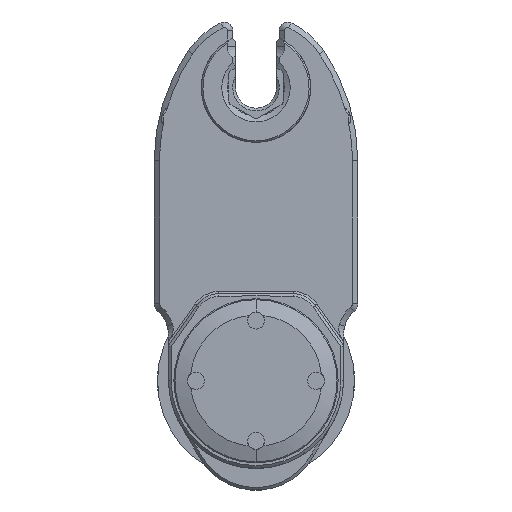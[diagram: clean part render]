
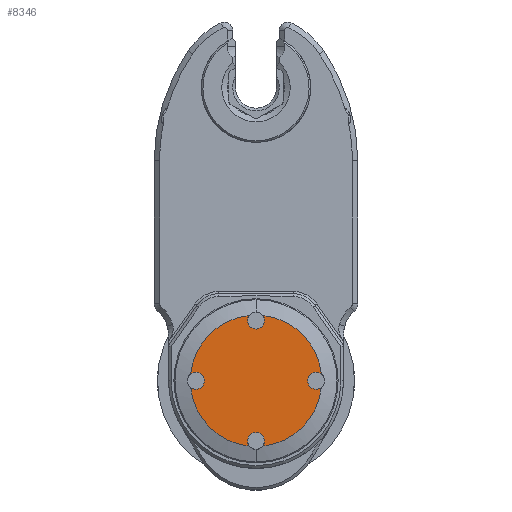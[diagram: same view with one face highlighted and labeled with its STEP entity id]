
A CAD part, front view. The second image highlights one B-rep face of the part: STEP entity #8346.
In plain terms, the highlighted planar face has unit normal (0, -1, 0).
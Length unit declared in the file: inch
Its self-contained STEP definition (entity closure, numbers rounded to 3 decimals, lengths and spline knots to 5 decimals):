
#3029=CARTESIAN_POINT('',(0.,-0.34252,-1.67512));
#3030=DIRECTION('',(0.,-1.,0.));
#3031=DIRECTION('',(1.,0.,0.));
#3032=AXIS2_PLACEMENT_3D('',#3029,#3030,#3031);
#3034=CARTESIAN_POINT('',(0.,-0.34252,-2.10819));
#3035=DIRECTION('',(0.,1.,0.));
#3036=DIRECTION('',(0.103,0.,0.995));
#3037=AXIS2_PLACEMENT_3D('',#3034,#3035,#3036);
#3039=CARTESIAN_POINT('',(0.43307,-0.34252,
-2.10819));
#3040=DIRECTION('',(0.,-1.,0.));
#3041=DIRECTION('',(0.604,0.,0.797));
#3042=AXIS2_PLACEMENT_3D('',#3039,#3040,#3041);
#3044=CARTESIAN_POINT('',(0.43307,-0.34252,
-2.10819));
#3045=DIRECTION('',(0.,-1.,0.));
#3046=DIRECTION('',(0.,0.,1.));
#3047=AXIS2_PLACEMENT_3D('',#3044,#3045,#3046);
#3049=CARTESIAN_POINT('',(0.43307,-0.34252,
-2.10819));
#3050=DIRECTION('',(0.,-1.,0.));
#3051=DIRECTION('',(0.,0.,-1.));
#3052=AXIS2_PLACEMENT_3D('',#3049,#3050,#3051);
#3054=CARTESIAN_POINT('',(0.,-0.34252,-2.10819));
#3055=DIRECTION('',(0.,1.,0.));
#3056=DIRECTION('',(0.995,0.,-0.103));
#3057=AXIS2_PLACEMENT_3D('',#3054,#3055,#3056);
#3059=CARTESIAN_POINT('',(0.,-0.34252,-2.54126));
#3060=DIRECTION('',(0.,-1.,0.));
#3061=DIRECTION('',(0.797,0.,-0.604));
#3062=AXIS2_PLACEMENT_3D('',#3059,#3060,#3061);
#3064=CARTESIAN_POINT('',(0.,-0.34252,-2.54126));
#3065=DIRECTION('',(0.,-1.,0.));
#3066=DIRECTION('',(1.,0.,0.));
#3067=AXIS2_PLACEMENT_3D('',#3064,#3065,#3066);
#3069=CARTESIAN_POINT('',(0.,-0.34252,-2.54126));
#3070=DIRECTION('',(0.,-1.,0.));
#3071=DIRECTION('',(-1.,0.,0.));
#3072=AXIS2_PLACEMENT_3D('',#3069,#3070,#3071);
#3074=CARTESIAN_POINT('',(0.,-0.34252,-2.10819));
#3075=DIRECTION('',(0.,-1.,0.));
#3076=DIRECTION('',(-0.995,0.,-0.103));
#3077=AXIS2_PLACEMENT_3D('',#3074,#3075,#3076);
#3079=CARTESIAN_POINT('',(-0.43307,-0.34252,
-2.10819));
#3080=DIRECTION('',(0.,-1.,0.));
#3081=DIRECTION('',(-0.604,0.,-0.797));
#3082=AXIS2_PLACEMENT_3D('',#3079,#3080,#3081);
#3084=CARTESIAN_POINT('',(-0.43307,-0.34252,
-2.10819));
#3085=DIRECTION('',(0.,-1.,0.));
#3086=DIRECTION('',(0.,0.,-1.));
#3087=AXIS2_PLACEMENT_3D('',#3084,#3085,#3086);
#3089=CARTESIAN_POINT('',(-0.43307,-0.34252,
-2.10819));
#3090=DIRECTION('',(0.,-1.,0.));
#3091=DIRECTION('',(0.,0.,1.));
#3092=AXIS2_PLACEMENT_3D('',#3089,#3090,#3091);
#3094=CARTESIAN_POINT('',(0.,-0.34252,-2.10819));
#3095=DIRECTION('',(0.,-1.,0.));
#3096=DIRECTION('',(-0.103,0.,0.995));
#3097=AXIS2_PLACEMENT_3D('',#3094,#3095,#3096);
#3099=CARTESIAN_POINT('',(0.,-0.34252,-1.67512));
#3100=DIRECTION('',(0.,-1.,0.));
#3101=DIRECTION('',(-0.797,0.,0.604));
#3102=AXIS2_PLACEMENT_3D('',#3099,#3100,#3101);
#3104=CARTESIAN_POINT('',(0.,-0.34252,-1.67512));
#3105=DIRECTION('',(0.,-1.,0.));
#3106=DIRECTION('',(-1.,0.,0.));
#3107=AXIS2_PLACEMENT_3D('',#3104,#3105,#3106);
#5981=CARTESIAN_POINT('',(0.43307,-0.34252,
-2.16921));
#5982=CARTESIAN_POINT('',(0.46993,-0.34252,
-2.15682));
#5983=VERTEX_POINT('',#5981);
#5984=VERTEX_POINT('',#5982);
#5985=CARTESIAN_POINT('',(0.46993,-0.34252,
-2.05956));
#5986=CARTESIAN_POINT('',(0.43307,-0.34252,
-2.04717));
#5987=VERTEX_POINT('',#5985);
#5988=VERTEX_POINT('',#5986);
#5989=CARTESIAN_POINT('',(-0.43307,-0.34252,
-2.16921));
#5990=CARTESIAN_POINT('',(-0.43307,-0.34252,
-2.04717));
#5991=VERTEX_POINT('',#5989);
#5992=VERTEX_POINT('',#5990);
#5993=CARTESIAN_POINT('',(-0.46993,-0.34252,
-2.05956));
#5994=VERTEX_POINT('',#5993);
#5995=CARTESIAN_POINT('',(-0.46993,-0.34252,
-2.15682));
#5996=VERTEX_POINT('',#5995);
#6009=CARTESIAN_POINT('',(0.06102,-0.34252,
-1.67512));
#6010=CARTESIAN_POINT('',(0.04863,-0.34252,
-1.63826));
#6011=VERTEX_POINT('',#6009);
#6012=VERTEX_POINT('',#6010);
#6013=CARTESIAN_POINT('',(-0.04863,-0.34252,
-1.63826));
#6014=CARTESIAN_POINT('',(-0.06102,-0.34252,
-1.67512));
#6015=VERTEX_POINT('',#6013);
#6016=VERTEX_POINT('',#6014);
#6017=CARTESIAN_POINT('',(0.06102,-0.34252,
-2.54126));
#6018=CARTESIAN_POINT('',(-0.06102,-0.34252,
-2.54126));
#6019=VERTEX_POINT('',#6017);
#6020=VERTEX_POINT('',#6018);
#6021=CARTESIAN_POINT('',(-0.04863,-0.34252,
-2.57812));
#6022=VERTEX_POINT('',#6021);
#6023=CARTESIAN_POINT('',(0.04863,-0.34252,
-2.57812));
#6024=VERTEX_POINT('',#6023);
#8313=CARTESIAN_POINT('',(0.,-0.34252,-2.10819));
#8314=DIRECTION('',(0.,-1.,0.));
#8315=DIRECTION('',(0.,0.,1.));
#8316=AXIS2_PLACEMENT_3D('',#8313,#8314,#8315);
#8317=PLANE('',#8316);
#8319=ORIENTED_EDGE('',*,*,#8318,.T.);
#8320=ORIENTED_EDGE('',*,*,#8285,.T.);
#8322=ORIENTED_EDGE('',*,*,#8321,.T.);
#8324=ORIENTED_EDGE('',*,*,#8323,.T.);
#8326=ORIENTED_EDGE('',*,*,#8325,.T.);
#8327=ORIENTED_EDGE('',*,*,#8281,.T.);
#8328=ORIENTED_EDGE('',*,*,#8306,.T.);
#8330=ORIENTED_EDGE('',*,*,#8329,.T.);
#8331=ORIENTED_EDGE('',*,*,#8298,.T.);
#8332=ORIENTED_EDGE('',*,*,#8263,.F.);
#8334=ORIENTED_EDGE('',*,*,#8333,.T.);
#8336=ORIENTED_EDGE('',*,*,#8335,.T.);
#8338=ORIENTED_EDGE('',*,*,#8337,.T.);
#8339=ORIENTED_EDGE('',*,*,#8259,.F.);
#8341=ORIENTED_EDGE('',*,*,#8340,.T.);
#8343=ORIENTED_EDGE('',*,*,#8342,.T.);
#8344=EDGE_LOOP('',(#8319,#8320,#8322,#8324,#8326,#8327,#8328,#8330,#8331,#8332,
#8334,#8336,#8338,#8339,#8341,#8343));
#8345=FACE_OUTER_BOUND('',#8344,.F.);
#8346=ADVANCED_FACE('',(#8345),#8317,.T.);
#3033=CIRCLE('',#3032,0.06102);
#3038=CIRCLE('',#3037,0.47244);
#3043=CIRCLE('',#3042,0.06102);
#3048=CIRCLE('',#3047,0.06102);
#3053=CIRCLE('',#3052,0.06102);
#3058=CIRCLE('',#3057,0.47244);
#3063=CIRCLE('',#3062,0.06102);
#3068=CIRCLE('',#3067,0.06102);
#3073=CIRCLE('',#3072,0.06102);
#3078=CIRCLE('',#3077,0.47244);
#3083=CIRCLE('',#3082,0.06102);
#3088=CIRCLE('',#3087,0.06102);
#3093=CIRCLE('',#3092,0.06102);
#3098=CIRCLE('',#3097,0.47244);
#3103=CIRCLE('',#3102,0.06102);
#3108=CIRCLE('',#3107,0.06102);
#8259=EDGE_CURVE('',#6015,#5994,#3098,.T.);
#8263=EDGE_CURVE('',#5996,#6022,#3078,.T.);
#8281=EDGE_CURVE('',#5984,#6024,#3058,.T.);
#8285=EDGE_CURVE('',#6012,#5987,#3038,.T.);
#8298=EDGE_CURVE('',#6020,#6022,#3073,.T.);
#8306=EDGE_CURVE('',#6024,#6019,#3063,.T.);
#8318=EDGE_CURVE('',#6011,#6012,#3033,.T.);
#8321=EDGE_CURVE('',#5987,#5988,#3043,.T.);
#8323=EDGE_CURVE('',#5988,#5983,#3048,.T.);
#8325=EDGE_CURVE('',#5983,#5984,#3053,.T.);
#8329=EDGE_CURVE('',#6019,#6020,#3068,.T.);
#8333=EDGE_CURVE('',#5996,#5991,#3083,.T.);
#8335=EDGE_CURVE('',#5991,#5992,#3088,.T.);
#8337=EDGE_CURVE('',#5992,#5994,#3093,.T.);
#8340=EDGE_CURVE('',#6015,#6016,#3103,.T.);
#8342=EDGE_CURVE('',#6016,#6011,#3108,.T.);
